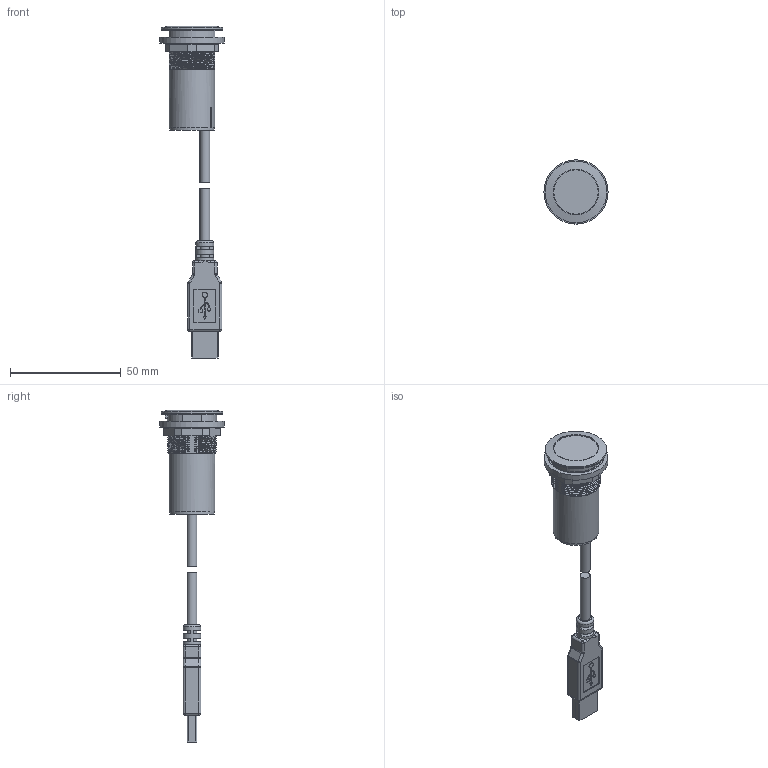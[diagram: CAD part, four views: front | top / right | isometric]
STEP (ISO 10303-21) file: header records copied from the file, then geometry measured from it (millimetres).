
FILE_DESCRIPTION(/* description */ (''),/* implementation_level */ '2;1');
FILE_NAME(/* name */ 'RRJSW_RFID_USB_vereinfacht.stp',/* time_stamp */ '2024-07-01T09:57:13+02:00',/* author */ ('Sz'),/* organization */ (''),/* preprocessor_version */ 'ST-DEVELOPER v19.2',/* originating_system */ 'Autodesk Inventor 2023',/* authorisation */ '');
FILE_SCHEMA (('AUTOMOTIVE_DESIGN { 1 0 10303 214 3 1 1 }'));
Length unit declared in the file: centimetre
Products named in the file (1): Bauteil2005
Bounding box: 29 x 29 x 150 mm (x, y, z)
Volume: 19828.8 mm3; surface area: 10584.8 mm2
Topology: 3 solids, 6 shells, 376 faces, 1004 edges, 637 vertices
Faces by surface type: plane 157, cylinder 114, bspline 77, sphere 12, torus 8, cone 8
Full cylindrical faces by diameter (mm): 1.5 x1, 2.7 x1, 3.25 x2, 4.5 x2, 4.7 x1, 8 x1, 18.85 x1, 20.05 x1, 20.1 x1, 20.7 x1, 20.917 x1, 22.6 x1, 25.35 x1, 27.4 x1, 27.9 x1, 29 x1
Entity records: 25647 total; most frequent: CARTESIAN_POINT 16435, ORIENTED_EDGE 1984, DIRECTION 1542, EDGE_CURVE 992, VERTEX_POINT 637, AXIS2_PLACEMENT_3D 535, LINE 472, VECTOR 472
